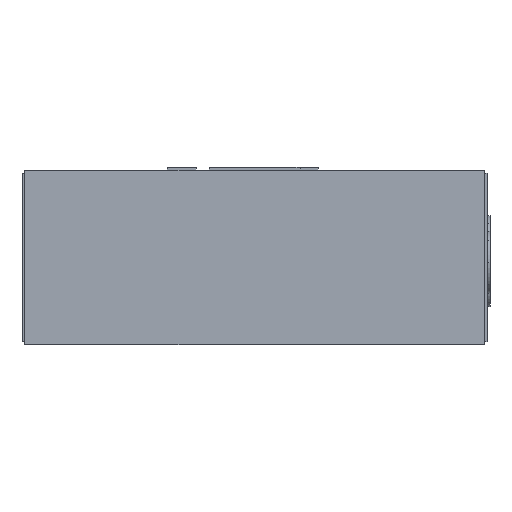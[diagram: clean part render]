
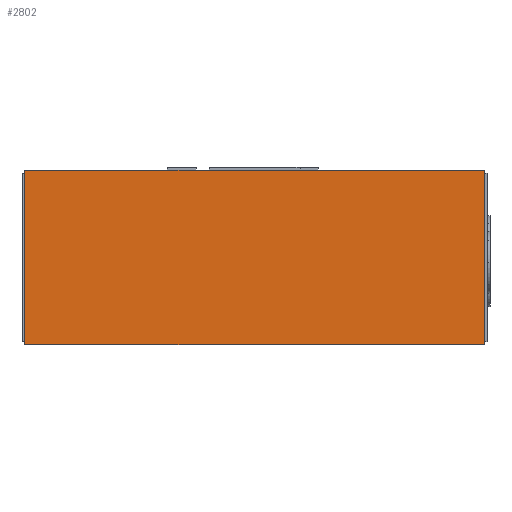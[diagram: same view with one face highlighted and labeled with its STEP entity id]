
A CAD part, left-side view. The second image highlights one B-rep face of the part: STEP entity #2802.
In plain terms, the highlighted planar face has unit normal (-1, 0, 0).
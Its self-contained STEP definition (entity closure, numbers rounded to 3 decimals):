
#2703 = VERTEX_POINT('',#2704);
#2704 = CARTESIAN_POINT('',(-1.55,0.79,
    0.));
#2710 = EDGE_CURVE('',#2703,#2711,#2713,.T.);
#2711 = VERTEX_POINT('',#2712);
#2712 = CARTESIAN_POINT('',(-1.55,0.79,
    0.6));
#2713 = LINE('',#2714,#2715);
#2714 = CARTESIAN_POINT('',(-1.55,0.79,
    0.));
#2715 = VECTOR('',#2716,1.);
#2716 = DIRECTION('',(0.,0.,1.));
#2767 = VERTEX_POINT('',#2768);
#2768 = CARTESIAN_POINT('',(-1.55,-0.79,
    0.6));
#2774 = EDGE_CURVE('',#2775,#2767,#2777,.T.);
#2775 = VERTEX_POINT('',#2776);
#2776 = CARTESIAN_POINT('',(-1.55,-0.79,
    0.));
#2777 = LINE('',#2778,#2779);
#2778 = CARTESIAN_POINT('',(-1.55,-0.79,
    0.));
#2779 = VECTOR('',#2780,1.);
#2780 = DIRECTION('',(0.,0.,1.));
#2802 = ADVANCED_FACE('',(#2803),#2819,.T.);
#2803 = FACE_BOUND('',#2804,.T.);
#2804 = EDGE_LOOP('',(#2805,#2806,#2812,#2813));
#2805 = ORIENTED_EDGE('',*,*,#2774,.T.);
#2806 = ORIENTED_EDGE('',*,*,#2807,.F.);
#2807 = EDGE_CURVE('',#2711,#2767,#2808,.T.);
#2808 = LINE('',#2809,#2810);
#2809 = CARTESIAN_POINT('',(-1.55,0.79,
    0.6));
#2810 = VECTOR('',#2811,1.);
#2811 = DIRECTION('',(0.,-1.,0.));
#2812 = ORIENTED_EDGE('',*,*,#2710,.F.);
#2813 = ORIENTED_EDGE('',*,*,#2814,.T.);
#2814 = EDGE_CURVE('',#2703,#2775,#2815,.T.);
#2815 = LINE('',#2816,#2817);
#2816 = CARTESIAN_POINT('',(-1.55,0.79,
    0.));
#2817 = VECTOR('',#2818,1.);
#2818 = DIRECTION('',(0.,-1.,0.));
#2819 = PLANE('',#2820);
#2820 = AXIS2_PLACEMENT_3D('',#2821,#2822,#2823);
#2821 = CARTESIAN_POINT('',(-1.55,0.79,
    0.));
#2822 = DIRECTION('',(-1.,0.,0.));
#2823 = DIRECTION('',(0.,0.,1.));
